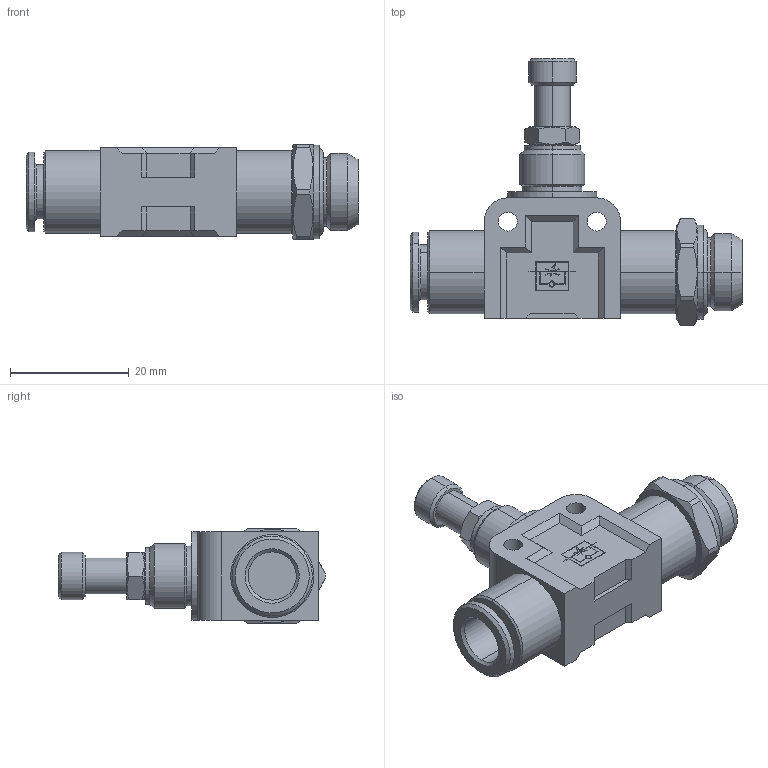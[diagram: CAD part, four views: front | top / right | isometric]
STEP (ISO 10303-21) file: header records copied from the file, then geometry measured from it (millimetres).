
FILE_DESCRIPTION (( 'STEP AP203' ), '1' );
FILE_NAME ('04250V42.STEP', '2011-07-01T11:52:37', ( 'sopra-pneumatic' ), ( '' ), 'SwSTEP 2.0', 'SolidWorks 2011', '' );
FILE_SCHEMA (( 'CONFIG_CONTROL_DESIGN' ));
Length unit declared in the file: millimetre
Products named in the file (1): 04250V42
Bounding box: 56 x 45.04 x 16 mm (x, y, z)
Volume: 10735.2 mm3; surface area: 5995.5 mm2
Topology: 1 solids, 5 shells, 246 faces, 607 edges, 392 vertices
Faces by surface type: plane 135, cylinder 72, cone 37, torus 2
Entity records: 7604 total; most frequent: CARTESIAN_POINT 1628, DIRECTION 1221, ORIENTED_EDGE 1214, EDGE_CURVE 607, AXIS2_PLACEMENT_3D 415, VERTEX_POINT 392, VECTOR 391, LINE 391
